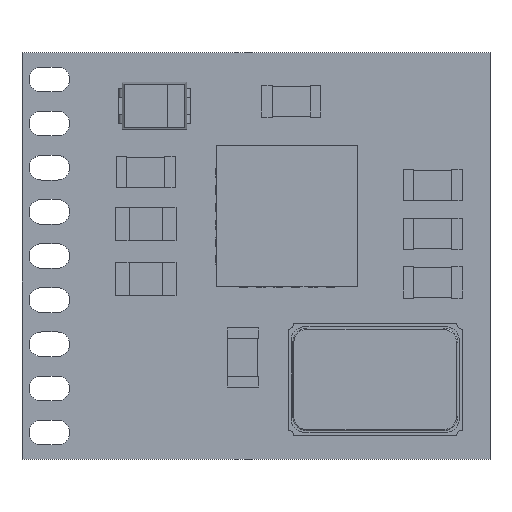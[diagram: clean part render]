
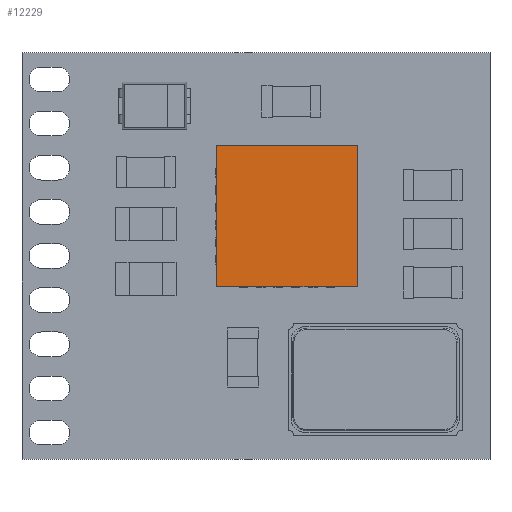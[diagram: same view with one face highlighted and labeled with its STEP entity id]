
A CAD part, top view. The second image highlights one B-rep face of the part: STEP entity #12229.
In plain terms, the highlighted planar face has unit normal (0, 0, 1).
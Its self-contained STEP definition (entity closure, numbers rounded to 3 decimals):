
#7377 = PLANE('',#7378);
#7378 = AXIS2_PLACEMENT_3D('',#7379,#7380,#7381);
#7379 = CARTESIAN_POINT('',(2.025,2.025,0.8));
#7380 = DIRECTION('',(-1.,0.,0.));
#7381 = DIRECTION('',(0.,-1.,0.));
#7516 = PLANE('',#7517);
#7517 = AXIS2_PLACEMENT_3D('',#7518,#7519,#7520);
#7518 = CARTESIAN_POINT('',(2.025,-2.025,0.8));
#7519 = DIRECTION('',(0.,1.,0.));
#7520 = DIRECTION('',(-1.,0.,0.));
#8210 = PLANE('',#8211);
#8211 = AXIS2_PLACEMENT_3D('',#8212,#8213,#8214);
#8212 = CARTESIAN_POINT('',(-2.025,-2.025,0.8));
#8213 = DIRECTION('',(1.,0.,0.));
#8214 = DIRECTION('',(0.,1.,0.));
#8904 = PLANE('',#8905);
#8905 = AXIS2_PLACEMENT_3D('',#8906,#8907,#8908);
#8906 = CARTESIAN_POINT('',(-2.025,2.025,0.8));
#8907 = DIRECTION('',(0.,-1.,0.));
#8908 = DIRECTION('',(1.,0.,0.));
#10670 = VERTEX_POINT('',#10671);
#10671 = CARTESIAN_POINT('',(2.025,2.025,0.8));
#10692 = EDGE_CURVE('',#10693,#10670,#10695,.T.);
#10693 = VERTEX_POINT('',#10694);
#10694 = CARTESIAN_POINT('',(2.025,-2.025,0.8));
#10695 = SURFACE_CURVE('',#10696,(#10700,#10707),.PCURVE_S1.);
#10696 = LINE('',#10697,#10698);
#10697 = CARTESIAN_POINT('',(2.025,2.025,0.8));
#10698 = VECTOR('',#10699,1.);
#10699 = DIRECTION('',(0.,1.,0.));
#10700 = PCURVE('',#7377,#10701);
#10701 = DEFINITIONAL_REPRESENTATION('',(#10702),#10706);
#10702 = LINE('',#10703,#10704);
#10703 = CARTESIAN_POINT('',(0.,0.));
#10704 = VECTOR('',#10705,1.);
#10705 = DIRECTION('',(-1.,0.));
#10706 = ( GEOMETRIC_REPRESENTATION_CONTEXT(2) 
PARAMETRIC_REPRESENTATION_CONTEXT() REPRESENTATION_CONTEXT('2D SPACE',''
  ) );
#10707 = PCURVE('',#10708,#10713);
#10708 = PLANE('',#10709);
#10709 = AXIS2_PLACEMENT_3D('',#10710,#10711,#10712);
#10710 = CARTESIAN_POINT('',(0.,0.,0.8));
#10711 = DIRECTION('',(0.,0.,-1.));
#10712 = DIRECTION('',(-1.,0.,0.));
#10713 = DEFINITIONAL_REPRESENTATION('',(#10714),#10718);
#10714 = LINE('',#10715,#10716);
#10715 = CARTESIAN_POINT('',(-2.025,2.025));
#10716 = VECTOR('',#10717,1.);
#10717 = DIRECTION('',(0.,1.));
#10718 = ( GEOMETRIC_REPRESENTATION_CONTEXT(2) 
PARAMETRIC_REPRESENTATION_CONTEXT() REPRESENTATION_CONTEXT('2D SPACE',''
  ) );
#11184 = EDGE_CURVE('',#11185,#10693,#11187,.T.);
#11185 = VERTEX_POINT('',#11186);
#11186 = CARTESIAN_POINT('',(-2.025,-2.025,0.8));
#11187 = SURFACE_CURVE('',#11188,(#11192,#11199),.PCURVE_S1.);
#11188 = LINE('',#11189,#11190);
#11189 = CARTESIAN_POINT('',(2.025,-2.025,0.8));
#11190 = VECTOR('',#11191,1.);
#11191 = DIRECTION('',(1.,0.,0.));
#11192 = PCURVE('',#7516,#11193);
#11193 = DEFINITIONAL_REPRESENTATION('',(#11194),#11198);
#11194 = LINE('',#11195,#11196);
#11195 = CARTESIAN_POINT('',(0.,0.));
#11196 = VECTOR('',#11197,1.);
#11197 = DIRECTION('',(-1.,0.));
#11198 = ( GEOMETRIC_REPRESENTATION_CONTEXT(2) 
PARAMETRIC_REPRESENTATION_CONTEXT() REPRESENTATION_CONTEXT('2D SPACE',''
  ) );
#11199 = PCURVE('',#10708,#11200);
#11200 = DEFINITIONAL_REPRESENTATION('',(#11201),#11205);
#11201 = LINE('',#11202,#11203);
#11202 = CARTESIAN_POINT('',(-2.025,-2.025));
#11203 = VECTOR('',#11204,1.);
#11204 = DIRECTION('',(-1.,0.));
#11205 = ( GEOMETRIC_REPRESENTATION_CONTEXT(2) 
PARAMETRIC_REPRESENTATION_CONTEXT() REPRESENTATION_CONTEXT('2D SPACE',''
  ) );
#11671 = EDGE_CURVE('',#11672,#11185,#11674,.T.);
#11672 = VERTEX_POINT('',#11673);
#11673 = CARTESIAN_POINT('',(-2.025,2.025,0.8));
#11674 = SURFACE_CURVE('',#11675,(#11679,#11686),.PCURVE_S1.);
#11675 = LINE('',#11676,#11677);
#11676 = CARTESIAN_POINT('',(-2.025,-2.025,0.8));
#11677 = VECTOR('',#11678,1.);
#11678 = DIRECTION('',(0.,-1.,0.));
#11679 = PCURVE('',#8210,#11680);
#11680 = DEFINITIONAL_REPRESENTATION('',(#11681),#11685);
#11681 = LINE('',#11682,#11683);
#11682 = CARTESIAN_POINT('',(0.,0.));
#11683 = VECTOR('',#11684,1.);
#11684 = DIRECTION('',(-1.,0.));
#11685 = ( GEOMETRIC_REPRESENTATION_CONTEXT(2) 
PARAMETRIC_REPRESENTATION_CONTEXT() REPRESENTATION_CONTEXT('2D SPACE',''
  ) );
#11686 = PCURVE('',#10708,#11687);
#11687 = DEFINITIONAL_REPRESENTATION('',(#11688),#11692);
#11688 = LINE('',#11689,#11690);
#11689 = CARTESIAN_POINT('',(2.025,-2.025));
#11690 = VECTOR('',#11691,1.);
#11691 = DIRECTION('',(0.,-1.));
#11692 = ( GEOMETRIC_REPRESENTATION_CONTEXT(2) 
PARAMETRIC_REPRESENTATION_CONTEXT() REPRESENTATION_CONTEXT('2D SPACE',''
  ) );
#12158 = EDGE_CURVE('',#10670,#11672,#12159,.T.);
#12159 = SURFACE_CURVE('',#12160,(#12164,#12171),.PCURVE_S1.);
#12160 = LINE('',#12161,#12162);
#12161 = CARTESIAN_POINT('',(-2.025,2.025,0.8));
#12162 = VECTOR('',#12163,1.);
#12163 = DIRECTION('',(-1.,0.,0.));
#12164 = PCURVE('',#8904,#12165);
#12165 = DEFINITIONAL_REPRESENTATION('',(#12166),#12170);
#12166 = LINE('',#12167,#12168);
#12167 = CARTESIAN_POINT('',(0.,0.));
#12168 = VECTOR('',#12169,1.);
#12169 = DIRECTION('',(-1.,0.));
#12170 = ( GEOMETRIC_REPRESENTATION_CONTEXT(2) 
PARAMETRIC_REPRESENTATION_CONTEXT() REPRESENTATION_CONTEXT('2D SPACE',''
  ) );
#12171 = PCURVE('',#10708,#12172);
#12172 = DEFINITIONAL_REPRESENTATION('',(#12173),#12177);
#12173 = LINE('',#12174,#12175);
#12174 = CARTESIAN_POINT('',(2.025,2.025));
#12175 = VECTOR('',#12176,1.);
#12176 = DIRECTION('',(1.,0.));
#12177 = ( GEOMETRIC_REPRESENTATION_CONTEXT(2) 
PARAMETRIC_REPRESENTATION_CONTEXT() REPRESENTATION_CONTEXT('2D SPACE',''
  ) );
#12229 = ADVANCED_FACE('',(#12230),#10708,.F.);
#12230 = FACE_BOUND('',#12231,.T.);
#12231 = EDGE_LOOP('',(#12232,#12233,#12234,#12235));
#12232 = ORIENTED_EDGE('',*,*,#11184,.T.);
#12233 = ORIENTED_EDGE('',*,*,#10692,.T.);
#12234 = ORIENTED_EDGE('',*,*,#12158,.T.);
#12235 = ORIENTED_EDGE('',*,*,#11671,.T.);
